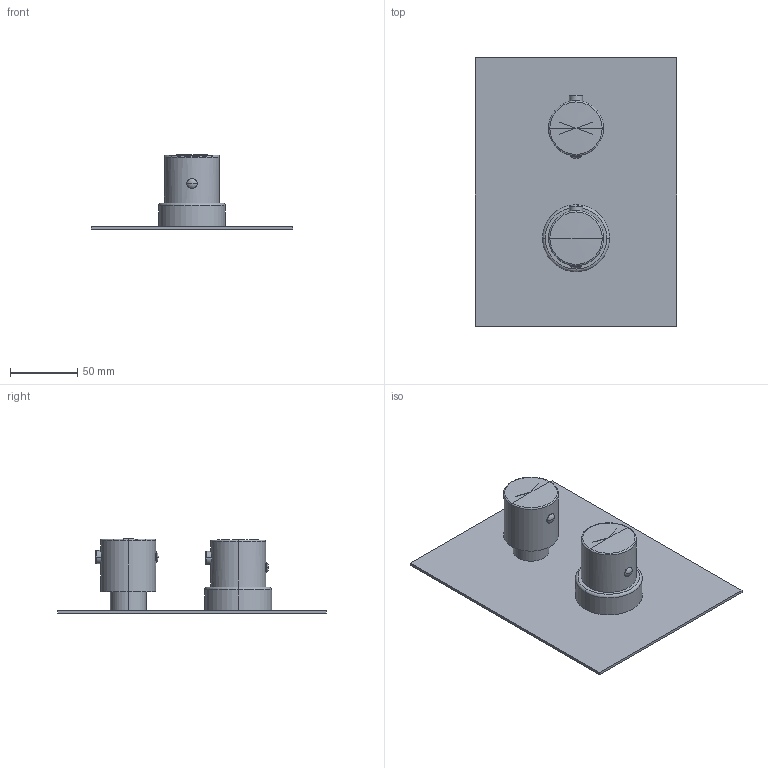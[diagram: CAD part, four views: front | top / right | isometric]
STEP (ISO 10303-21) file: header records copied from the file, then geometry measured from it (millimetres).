
FILE_DESCRIPTION((''),'2;1');
FILE_NAME('LIQ513CRM','2021-01-15T14:25:42',('ut3'),('PAFFONI SpA'),'CREO PARAMETRIC BY PTC INC, 2020044','CREO PARAMETRIC BY PTC INC, 2020044','');
FILE_SCHEMA(('CONFIG_CONTROL_DESIGN','SHAPE_APPEARANCE_LAYERS_GROUPS'));
Length unit declared in the file: millimetre
Products named in the file (1): LIQ513CRM
Bounding box: 150 x 200 x 55.57 mm (x, y, z)
Volume: 200852.9 mm3; surface area: 76575 mm2
Topology: 1 solids, 1 shells, 78 faces, 192 edges, 118 vertices
Faces by surface type: cylinder 32, plane 28, torus 10, cone 4, sphere 4
Entity records: 3350 total; most frequent: CARTESIAN_POINT 914, DIRECTION 380, ORIENTED_EDGE 368, EDGE_CURVE 184, AXIS2_PLACEMENT_3D 148, VERTEX_POINT 118, EDGE_LOOP 100, VECTOR 84
